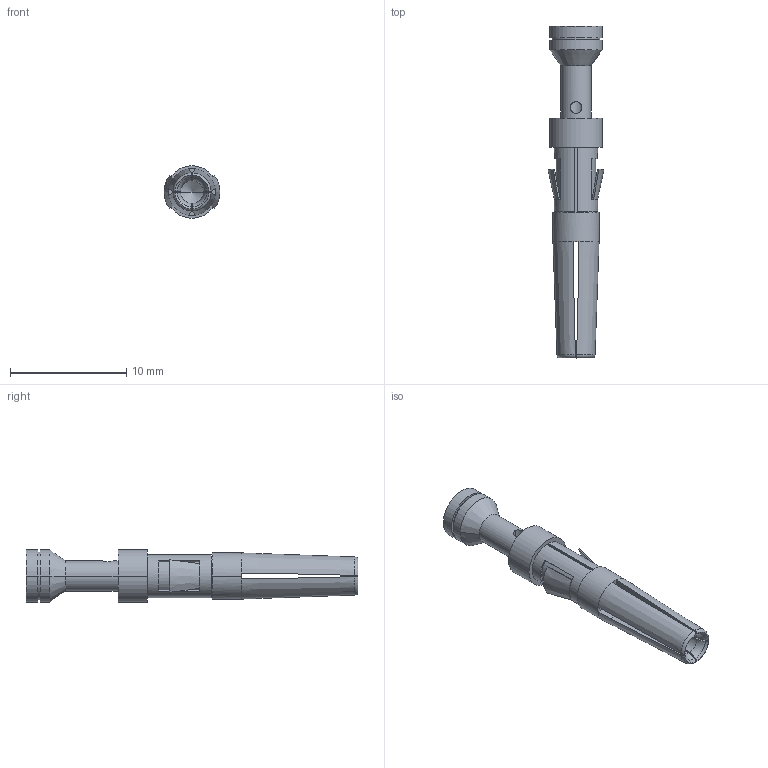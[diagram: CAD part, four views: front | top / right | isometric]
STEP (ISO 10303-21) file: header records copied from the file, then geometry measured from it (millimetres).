
FILE_DESCRIPTION((''),'2;1');
FILE_NAME('F_075','2017-08-16T',('zq.xu'),(''),'PRO/ENGINEER BY PARAMETRIC TECHNOLOGY CORPORATION, 2012480','PRO/ENGINEER BY PARAMETRIC TECHNOLOGY CORPORATION, 2012480','');
FILE_SCHEMA(('AUTOMOTIVE_DESIGN { 1 0 10303 214 1 1 1 1 }'));
Length unit declared in the file: millimetre
Products named in the file (1): F_075
Bounding box: 4.8 x 28.5 x 4.5 mm (x, y, z)
Volume: 228 mm3; surface area: 553.1 mm2
Topology: 1 solids, 1 shells, 119 faces, 292 edges, 178 vertices
Faces by surface type: plane 58, cone 26, cylinder 23, torus 12
Entity records: 3836 total; most frequent: CARTESIAN_POINT 1015, DIRECTION 578, ORIENTED_EDGE 576, EDGE_CURVE 288, AXIS2_PLACEMENT_3D 234, VERTEX_POINT 178, EDGE_LOOP 128, FACE_OUTER_BOUND 119
